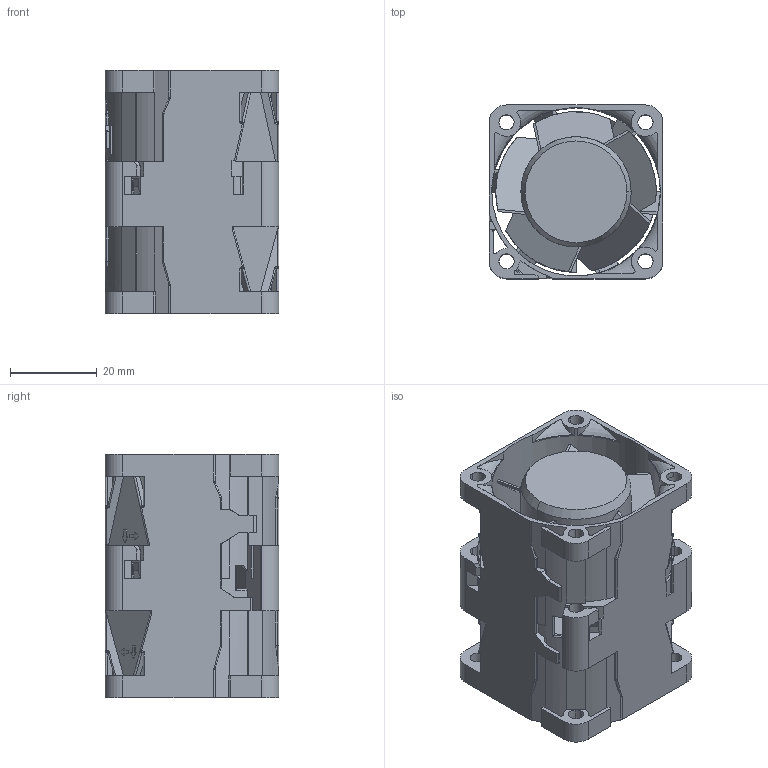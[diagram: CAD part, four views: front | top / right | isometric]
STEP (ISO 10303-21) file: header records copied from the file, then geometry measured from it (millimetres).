
FILE_DESCRIPTION((''),'2;1');
FILE_NAME('GFB0412ES-E_20220216_ASM','2022-02-16T10:18:46',('TIM.GC.LIU'),(''),'CREO PARAMETRIC BY PTC INC, 2020454','CREO PARAMETRIC BY PTC INC, 2020454','');
FILE_SCHEMA(('CONFIG_CONTROL_DESIGN'));
Products named in the file (4): GFB0412ES-E_FRAME_; FRONT_IMP; REAR_IMP; GFB0412ES-E_20220216_ASM
Assembly tree (3 placements, depth 2):
  GFB0412ES-E_20220216_ASM
    GFB0412ES-E_FRAME_
    FRONT_IMP
    REAR_IMP
Bounding box: 40 x 40 x 56 mm (x, y, z)
Volume: 37310.1 mm3; surface area: 28264 mm2
Topology: 3 solids, 3 shells, 612 faces, 1794 edges, 1161 vertices
Faces by surface type: plane 333, cylinder 220, bspline 30, torus 13, sphere 12, cone 4
Entity records: 28263 total; most frequent: CARTESIAN_POINT 12069, ORIENTED_EDGE 3564, DIRECTION 3188, EDGE_CURVE 1782, VERTEX_POINT 1161, AXIS2_PLACEMENT_3D 1073, VECTOR 1042, LINE 1042
